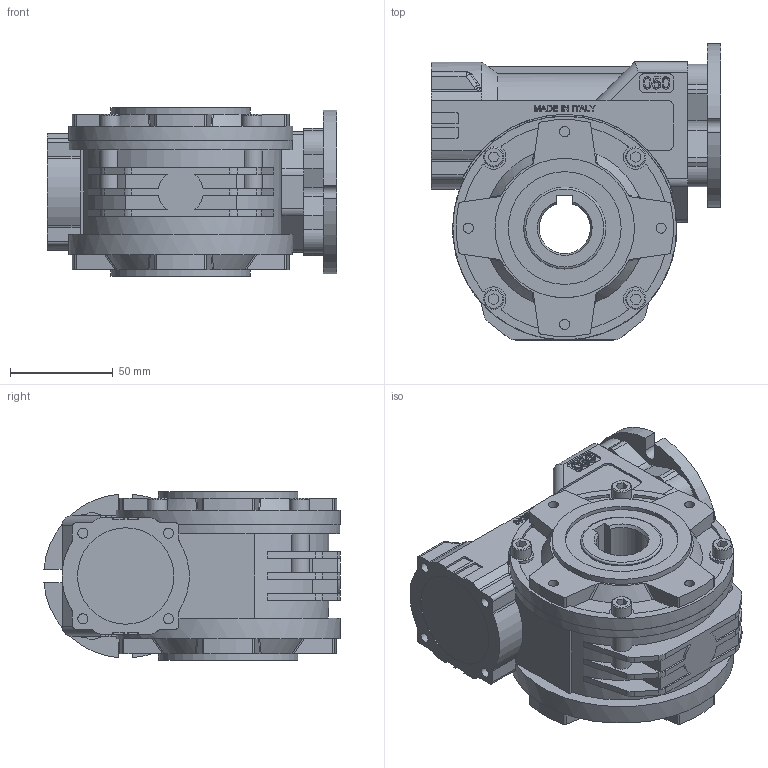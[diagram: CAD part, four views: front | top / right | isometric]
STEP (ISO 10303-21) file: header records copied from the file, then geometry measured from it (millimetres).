
FILE_DESCRIPTION(/* description */ ('Unknown'),/* implementation_level */ '2;1');
FILE_NAME(/* name */ '_P_050_FB_xxx_C_0_-O_B3_-A_',/* time_stamp */ '2025-09-09T13:15:52+02:00',/* author */ ('Unknown'),/* organization */ ('Unknown'),/* preprocessor_version */ 'ST-DEVELOPER v18.104',/* originating_system */ 'Solid Edge',/* authorisation */ 'Unknown');
FILE_SCHEMA (('AUTOMOTIVE_DESIGN {1 0 10303 214 3 1 1}'));
Length unit declared in the file: millimetre
Products named in the file (4): _P_050_FB_xxx_C_0_-O_B3_-A_; _050_; 0505090P; C404049
Assembly tree (3 placements, depth 2):
  _P_050_FB_xxx_C_0_-O_B3_-A_
    _050_
    0505090P
    C404049
Bounding box: 141 x 144.42 x 82 mm (x, y, z)
Volume: 885380 mm3; surface area: 105855.2 mm2
Topology: 3 solids, 3 shells, 803 faces, 2087 edges, 1377 vertices
Faces by surface type: plane 494, cylinder 213, bspline 66, torus 15, cone 13, sphere 2
Full cylindrical faces by diameter (mm): 4.917 x16, 7 x4, 9.8 x4, 9.9 x4, 12.5 x4, 19.5 x1, 25 x1, 30 x1, 40 x3, 47 x3, 55 x2, 68 x2, 109.1 x1
Entity records: 31659 total; most frequent: CARTESIAN_POINT 7591, ORIENTED_EDGE 3992, DIRECTION 3904, EDGE_CURVE 1996, VERTEX_POINT 1358, LINE 1306, VECTOR 1306, AXIS2_PLACEMENT_3D 1299
